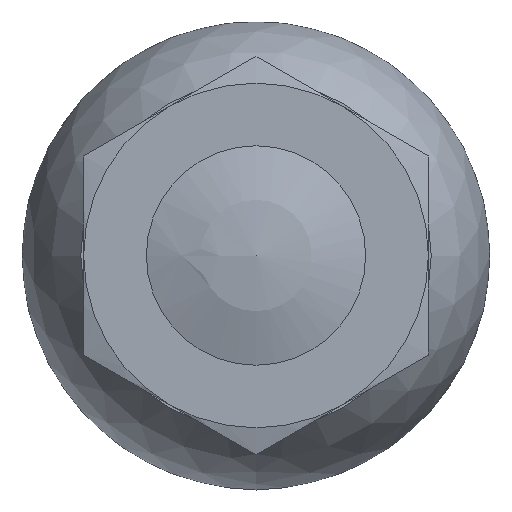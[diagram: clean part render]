
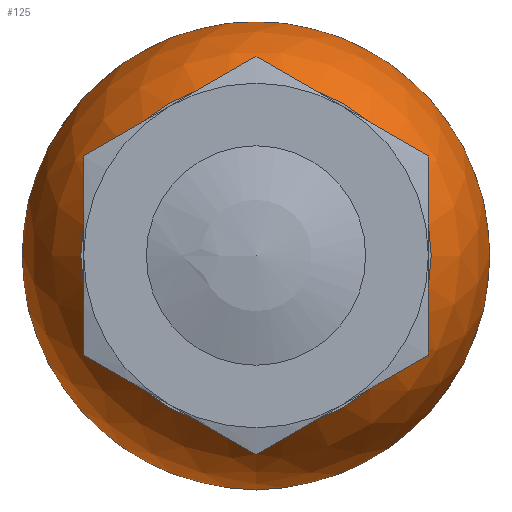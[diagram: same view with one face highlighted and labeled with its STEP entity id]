
A CAD part, left-side view. The second image highlights one B-rep face of the part: STEP entity #125.
In plain terms, the highlighted spherical face has radius 15 mm.
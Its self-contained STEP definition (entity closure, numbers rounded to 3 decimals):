
#125 = ADVANCED_FACE( '', ( #265, #266 ), #267, .T. );
#265 = FACE_OUTER_BOUND( '', #406, .T. );
#266 = FACE_OUTER_BOUND( '', #407, .T. );
#267 = SPHERICAL_SURFACE( '', #408, 15. );
#406 = EDGE_LOOP( '', ( #668 ) );
#407 = EDGE_LOOP( '', ( #669 ) );
#408 = AXIS2_PLACEMENT_3D( '', #670, #671, #672 );
#668 = ORIENTED_EDGE( '', *, *, #788, .T. );
#669 = ORIENTED_EDGE( '', *, *, #827, .F. );
#670 = CARTESIAN_POINT( '', ( 0., 0., 0. ) );
#671 = DIRECTION( '', ( 1., 0., 0. ) );
#672 = DIRECTION( '', ( 0., 1., 0. ) );
#788 = EDGE_CURVE( '', #933, #933, #934, .T. );
#827 = EDGE_CURVE( '', #979, #979, #980, .T. );
#933 = VERTEX_POINT( '', #1186 );
#934 = CIRCLE( '', #1187, 11.18 );
#979 = VERTEX_POINT( '', #1266 );
#980 = CIRCLE( '', #1267, 11. );
#1186 = CARTESIAN_POINT( '', ( -10., 0., -11.18 ) );
#1187 = AXIS2_PLACEMENT_3D( '', #1334, #1335, #1336 );
#1266 = CARTESIAN_POINT( '', ( 10.198, 0., -11. ) );
#1267 = AXIS2_PLACEMENT_3D( '', #1374, #1375, #1376 );
#1334 = CARTESIAN_POINT( '', ( -10., 0., 0. ) );
#1335 = DIRECTION( '', ( 1., 0., 0. ) );
#1336 = DIRECTION( '', ( 0., 0., -1. ) );
#1374 = CARTESIAN_POINT( '', ( 10.198, 0., 0. ) );
#1375 = DIRECTION( '', ( 1., 0., 0. ) );
#1376 = DIRECTION( '', ( 0., 0., -1. ) );
